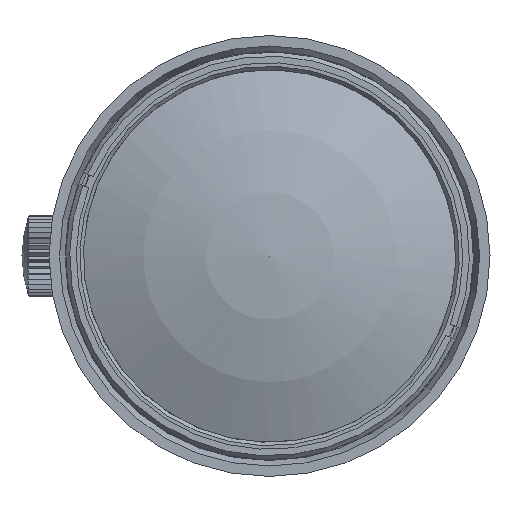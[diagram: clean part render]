
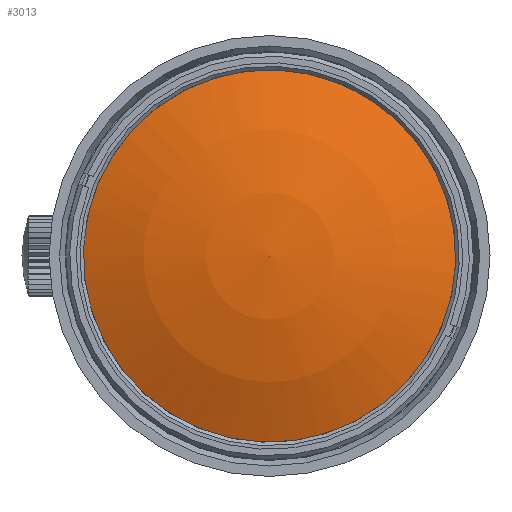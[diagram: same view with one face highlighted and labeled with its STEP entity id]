
A CAD part, left-side view. The second image highlights one B-rep face of the part: STEP entity #3013.
In plain terms, the highlighted spherical face has radius 39.249 mm.
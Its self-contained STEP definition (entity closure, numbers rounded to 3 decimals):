
#3013=ADVANCED_FACE('',(#3367,#3368),#3179,.T.);
#3179=SPHERICAL_SURFACE('',#12901,39.249);
#3182=VERTEX_LOOP('',#8745);
#3367=FACE_BOUND('',#3182,.T.);
#3368=FACE_BOUND('',#4076,.T.);
#4076=EDGE_LOOP('',(#6597));
#6597=ORIENTED_EDGE('',*,*,#9565,.T.);
#8081=VERTEX_POINT('',#16006);
#8745=VERTEX_POINT('',#19445);
#9565=EDGE_CURVE('',#8081,#8081,#11278,.T.);
#11278=B_SPLINE_CURVE_WITH_KNOTS('',3,(#15988,#15989,#15990,#15991,#15992,
#15993,#15994,#15995,#15996,#15997,#15998,#15999,#16000,#16001,#16002,#16003,
#16004,#16005),.UNSPECIFIED.,.T.,.F.,(2,2,2,2,2,2,2,2,2,2,2),(-0.125,0.,
0.125,0.25,0.375,0.5,0.625,0.75,0.875,1.,1.125),.UNSPECIFIED.);
#12901=AXIS2_PLACEMENT_3D('',#19446,#15171,#15172);
#15171=DIRECTION('',(1.,0.,0.));
#15172=DIRECTION('',(0.,1.,0.));
#15988=CARTESIAN_POINT('',(-60.063,4.123,-15.75));
#15989=CARTESIAN_POINT('',(-60.063,-4.123,-15.75));
#15990=CARTESIAN_POINT('',(-60.063,-8.221,-14.053));
#15991=CARTESIAN_POINT('',(-60.063,-14.053,-8.221));
#15992=CARTESIAN_POINT('',(-60.063,-15.75,-4.123));
#15993=CARTESIAN_POINT('',(-60.063,-15.75,4.123));
#15994=CARTESIAN_POINT('',(-60.063,-14.053,8.221));
#15995=CARTESIAN_POINT('',(-60.063,-8.221,14.053));
#15996=CARTESIAN_POINT('',(-60.063,-4.123,15.75));
#15997=CARTESIAN_POINT('',(-60.063,4.123,15.75));
#15998=CARTESIAN_POINT('',(-60.063,8.221,14.053));
#15999=CARTESIAN_POINT('',(-60.063,14.053,8.221));
#16000=CARTESIAN_POINT('',(-60.063,15.75,4.123));
#16001=CARTESIAN_POINT('',(-60.063,15.75,-4.123));
#16002=CARTESIAN_POINT('',(-60.063,14.053,-8.221));
#16003=CARTESIAN_POINT('',(-60.063,8.221,-14.053));
#16004=CARTESIAN_POINT('',(-60.063,4.123,-15.75));
#16005=CARTESIAN_POINT('',(-60.063,-4.123,-15.75));
#16006=CARTESIAN_POINT('',(-60.063,0.,-15.75));
#19445=CARTESIAN_POINT('',(-63.362,0.,0.));
#19446=CARTESIAN_POINT('',(-24.113,0.,0.));
